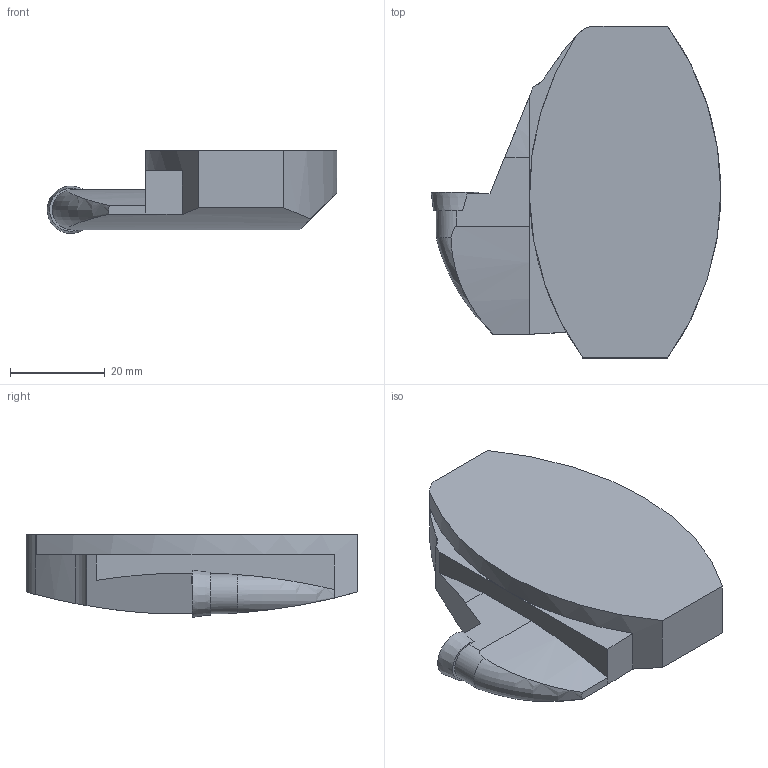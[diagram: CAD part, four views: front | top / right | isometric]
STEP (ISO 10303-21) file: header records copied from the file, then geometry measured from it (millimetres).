
FILE_DESCRIPTION(/* description */ (''),/* implementation_level */ '2;1');
FILE_NAME(/* name */ '1535712072009.stp',/* time_stamp */ '2018-08-31T16:11:28+06:00',/* author */ (''),/* organization */ ('SMS'),/* preprocessor_version */ 'ST-DEVELOPER v15',/* originating_system */ 'SIEMENS PLM Software NX 8.5',/* authorisation */ '');
FILE_SCHEMA (('AUTOMOTIVE_DESIGN { 1 0 10303 214 3 1 1 1 }'));
Length unit declared in the file: millimetre
Products named in the file (4): ASSEMBLY_CONSTRUCTION; IsoTurningInsert; 201792789mod000_00; 201792787mod000_00
Assembly tree (3 placements, depth 2):
  201792787mod000_00
    201792789mod000_00
    IsoTurningInsert
    ASSEMBLY_CONSTRUCTION
Bounding box: 61.1 x 70 x 17.5 mm (x, y, z)
Volume: 39404.1 mm3; surface area: 9629.2 mm2
Topology: 2 solids, 3 shells, 41 faces, 104 edges, 75 vertices
Faces by surface type: plane 18, cylinder 13, cone 5, torus 4, revolution 1
Full cylindrical faces by diameter (mm): 4.4 x2, 11.8 x1
Entity records: 1445 total; most frequent: CARTESIAN_POINT 378, DIRECTION 204, ORIENTED_EDGE 168, EDGE_CURVE 84, AXIS2_PLACEMENT_3D 83, VERTEX_POINT 61, EDGE_LOOP 54, ADVANCED_FACE 41
